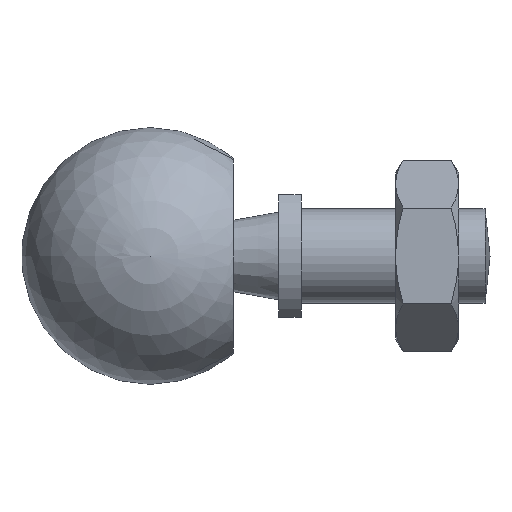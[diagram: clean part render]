
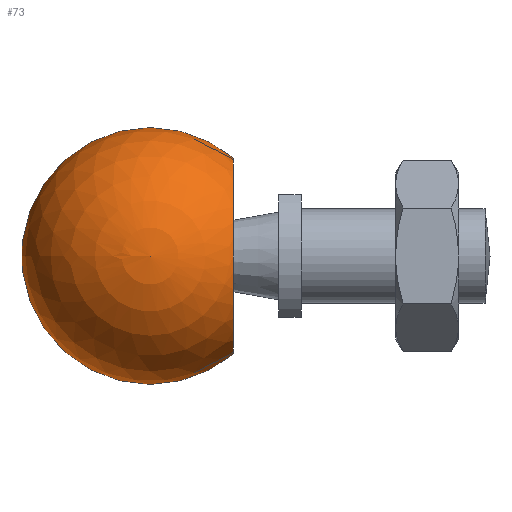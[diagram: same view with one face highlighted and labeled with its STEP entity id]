
A CAD part, left-side view. The second image highlights one B-rep face of the part: STEP entity #73.
In plain terms, the highlighted spherical face has radius 13.6 mm.
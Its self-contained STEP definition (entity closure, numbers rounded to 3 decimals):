
#73 = ADVANCED_FACE( '', ( #185, #186, #187 ), #188, .T. );
#185 = FACE_BOUND( '', #360, .T. );
#186 = FACE_OUTER_BOUND( '', #361, .T. );
#187 = FACE_BOUND( '', #362, .T. );
#188 = SPHERICAL_SURFACE( '', #363, 13.6 );
#360 = VERTEX_LOOP( '', #536 );
#361 = EDGE_LOOP( '', ( #537 ) );
#362 = EDGE_LOOP( '', ( #538 ) );
#363 = AXIS2_PLACEMENT_3D( '', #539, #540, #541 );
#536 = VERTEX_POINT( '', #875 );
#537 = ORIENTED_EDGE( '', *, *, #876, .F. );
#538 = ORIENTED_EDGE( '', *, *, #877, .T. );
#539 = CARTESIAN_POINT( '', ( 0., 0., 0. ) );
#540 = DIRECTION( '', ( 1., 0., 0. ) );
#541 = DIRECTION( '', ( 0., 1., 0. ) );
#875 = CARTESIAN_POINT( '', ( -13.6, 0., 0. ) );
#876 = EDGE_CURVE( '', #1007, #1007, #1008, .T. );
#877 = EDGE_CURVE( '', #1009, #1009, #1010, .F. );
#1007 = VERTEX_POINT( '', #1204 );
#1008 = CIRCLE( '', #1205, 8.589 );
#1009 = VERTEX_POINT( '', #1206 );
#1010 = CIRCLE( '', #1207, 10.369 );
#1204 = CARTESIAN_POINT( '', ( 10.544, 0., -8.589 ) );
#1205 = AXIS2_PLACEMENT_3D( '', #1495, #1496, #1497 );
#1206 = CARTESIAN_POINT( '', ( 0., -8.8, -10.369 ) );
#1207 = AXIS2_PLACEMENT_3D( '', #1498, #1499, #1500 );
#1495 = CARTESIAN_POINT( '', ( 10.544, 0., 0. ) );
#1496 = DIRECTION( '', ( 1., 0., 0. ) );
#1497 = DIRECTION( '', ( 0., 0., -1. ) );
#1498 = CARTESIAN_POINT( '', ( 0., -8.8, 0. ) );
#1499 = DIRECTION( '', ( 0., -1., 0. ) );
#1500 = DIRECTION( '', ( 0., 0., -1. ) );
